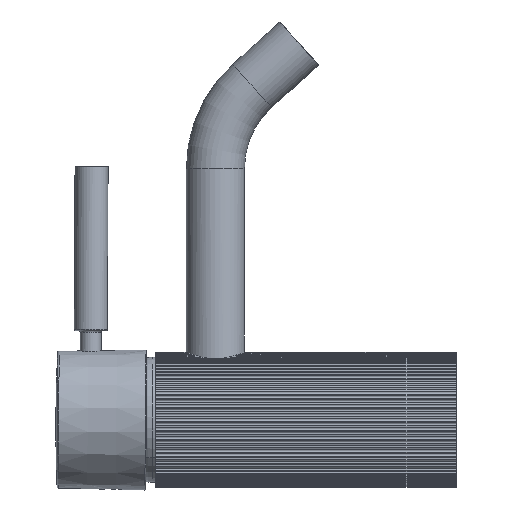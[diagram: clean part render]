
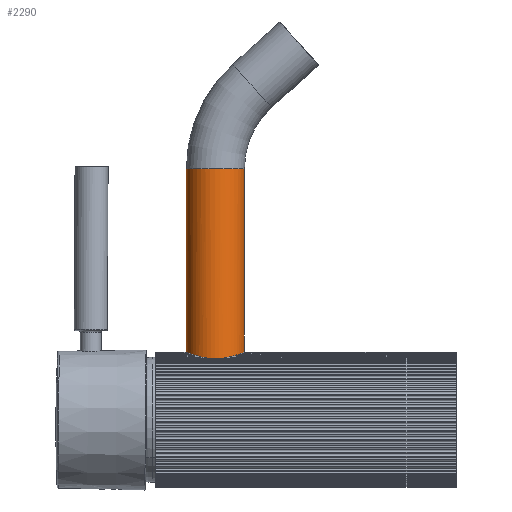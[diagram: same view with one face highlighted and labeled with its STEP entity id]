
A CAD part, left-side view. The second image highlights one B-rep face of the part: STEP entity #2290.
In plain terms, the highlighted cylindrical face has radius 9.65 mm (diameter 19.3 mm), a partial arc.
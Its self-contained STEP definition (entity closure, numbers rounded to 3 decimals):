
#359 = CARTESIAN_POINT ( 'NONE',  ( 63.452, 27.35, 0. ) ) ;
#451 = ORIENTED_EDGE ( 'NONE', *, *, #7483, .T. ) ;
#573 = ORIENTED_EDGE ( 'NONE', *, *, #10053, .F. ) ;
#756 = VERTEX_POINT ( 'NONE', #8389 ) ;
#1001 = CARTESIAN_POINT ( 'NONE',  ( 2.446, 46.523, 1.594 ) ) ;
#1050 = ORIENTED_EDGE ( 'NONE', *, *, #5596, .F. ) ;
#1142 = VECTOR ( 'NONE', #4971, 1000. ) ;
#1229 = VERTEX_POINT ( 'NONE', #10324 ) ;
#1239 = CARTESIAN_POINT ( 'NONE',  ( 63.452, 27.35, 0. ) ) ;
#1322 = VERTEX_POINT ( 'NONE', #5610 ) ;
#1455 = CARTESIAN_POINT ( 'NONE',  ( 2.445, 27.478, 1.6 ) ) ;
#1694 = CARTESIAN_POINT ( 'NONE',  ( 1.157, 42.893, 7.667 ) ) ;
#1765 = CARTESIAN_POINT ( 'NONE',  ( 2.5, 46.65, 0.318 ) ) ;
#1847 = B_SPLINE_CURVE_WITH_KNOTS ( 'NONE', 3,
 ( #10887, #1765, #11119, #5444, #1001, #4415, #7327, #7202, #10110, #8105, #5502, #4597, #2793, #10173, #11777, #6293, #1694, #5385, #9062, #8166, #11834, #3579, #2665, #11180, #5686, #9486, #6586, #3884, #11341, #10346, #8578, #4773, #8463, #3984, #10293, #11282, #10463, #2057, #8527, #2172, #3928, #5846, #4941, #9545, #9725, #1455, #4103, #6089, #7850, #7793 ),
 .UNSPECIFIED., .F., .F.,
 ( 4, 2, 2, 2, 2, 2, 2, 2, 2, 2, 2, 2, 2, 2, 2, 2, 2, 2, 2, 2, 2, 2, 2, 2, 4 ),
 ( 0.031, 0.031, 0.032, 0.034, 0.035, 0.036, 0.037, 0.038, 0.04, 0.041, 0.042, 0.044, 0.045, 0.046, 0.048, 0.05, 0.052, 0.053, 0.054, 0.055, 0.056, 0.057, 0.059, 0.06, 0.061 ),
 .UNSPECIFIED. ) ;
#2050 = AXIS2_PLACEMENT_3D ( 'NONE', #6392, #2773, #6449 ) ;
#2057 = CARTESIAN_POINT ( 'NONE',  ( 1.717, 29.35, 5.89 ) ) ;
#2172 = CARTESIAN_POINT ( 'NONE',  ( 1.911, 28.816, 5.123 ) ) ;
#2290 = ADVANCED_FACE ( 'NONE', ( #6014 ), #6851, .T. ) ;
#2354 = LINE ( 'NONE', #1239, #4202 ) ;
#2665 = CARTESIAN_POINT ( 'NONE',  ( 0.473, 39.534, 9.333 ) ) ;
#2773 = DIRECTION ( 'NONE',  ( 1., 0., 0. ) ) ;
#2793 = CARTESIAN_POINT ( 'NONE',  ( 1.716, 44.648, 5.893 ) ) ;
#2803 = VERTEX_POINT ( 'NONE', #359 ) ;
#3579 = CARTESIAN_POINT ( 'NONE',  ( 0.558, 40.135, 9.148 ) ) ;
#3738 = CARTESIAN_POINT ( 'NONE',  ( 63.452, 46.65, 0. ) ) ;
#3884 = CARTESIAN_POINT ( 'NONE',  ( 0.325, 36.367, 9.65 ) ) ;
#3928 = CARTESIAN_POINT ( 'NONE',  ( 1.972, 28.655, 4.856 ) ) ;
#3984 = CARTESIAN_POINT ( 'NONE',  ( 1.157, 31.105, 7.665 ) ) ;
#4011 = LINE ( 'NONE', #3738, #1142 ) ;
#4103 = CARTESIAN_POINT ( 'NONE',  ( 2.466, 27.431, 1.285 ) ) ;
#4134 = DIRECTION ( 'NONE',  ( -1., 0., 0. ) ) ;
#4202 = VECTOR ( 'NONE', #7857, 1000. ) ;
#4415 = CARTESIAN_POINT ( 'NONE',  ( 2.366, 46.334, 2.532 ) ) ;
#4597 = CARTESIAN_POINT ( 'NONE',  ( 1.783, 44.835, 5.643 ) ) ;
#4675 = EDGE_CURVE ( 'NONE', #756, #1229, #1847, .T. ) ;
#4773 = CARTESIAN_POINT ( 'NONE',  ( 0.767, 32.705, 8.664 ) ) ;
#4941 = CARTESIAN_POINT ( 'NONE',  ( 2.141, 28.22, 4.016 ) ) ;
#4971 = DIRECTION ( 'NONE',  ( -1., 0., 0. ) ) ;
#5385 = CARTESIAN_POINT ( 'NONE',  ( 0.958, 42.117, 8.188 ) ) ;
#5444 = CARTESIAN_POINT ( 'NONE',  ( 2.466, 46.571, 1.275 ) ) ;
#5460 = EDGE_LOOP ( 'NONE', ( #1050, #451, #6441, #573 ) ) ;
#5502 = CARTESIAN_POINT ( 'NONE',  ( 1.91, 45.183, 5.124 ) ) ;
#5596 = EDGE_CURVE ( 'NONE', #1322, #2803, #6491, .T. ) ;
#5610 = CARTESIAN_POINT ( 'NONE',  ( 63.452, 46.65, 0. ) ) ;
#5686 = CARTESIAN_POINT ( 'NONE',  ( 0.363, 38.279, 9.57 ) ) ;
#5846 = CARTESIAN_POINT ( 'NONE',  ( 2.087, 28.357, 4.303 ) ) ;
#6014 = FACE_OUTER_BOUND ( 'NONE', #5460, .T. ) ;
#6089 = CARTESIAN_POINT ( 'NONE',  ( 2.493, 27.366, 0.647 ) ) ;
#6293 = CARTESIAN_POINT ( 'NONE',  ( 1.297, 43.374, 7.273 ) ) ;
#6392 = CARTESIAN_POINT ( 'NONE',  ( 63.452, 37., 0. ) ) ;
#6441 = ORIENTED_EDGE ( 'NONE', *, *, #4675, .T. ) ;
#6449 = DIRECTION ( 'NONE',  ( 0., -1., 0. ) ) ;
#6491 = CIRCLE ( 'NONE', #2050, 9.65 ) ;
#6586 = CARTESIAN_POINT ( 'NONE',  ( 0.326, 37.322, 9.65 ) ) ;
#6851 = CYLINDRICAL_SURFACE ( 'NONE', #10094, 9.65 ) ;
#7202 = CARTESIAN_POINT ( 'NONE',  ( 2.141, 45.782, 4.013 ) ) ;
#7327 = CARTESIAN_POINT ( 'NONE',  ( 2.288, 46.148, 3.136 ) ) ;
#7483 = EDGE_CURVE ( 'NONE', #1322, #756, #4011, .T. ) ;
#7793 = CARTESIAN_POINT ( 'NONE',  ( 2.5, 27.35, 0. ) ) ;
#7850 = CARTESIAN_POINT ( 'NONE',  ( 2.5, 27.35, 0.323 ) ) ;
#7857 = DIRECTION ( 'NONE',  ( -1., 0., 0. ) ) ;
#8105 = CARTESIAN_POINT ( 'NONE',  ( 1.971, 45.345, 4.856 ) ) ;
#8166 = CARTESIAN_POINT ( 'NONE',  ( 0.772, 41.292, 8.649 ) ) ;
#8389 = CARTESIAN_POINT ( 'NONE',  ( 2.5, 46.65, 0. ) ) ;
#8463 = CARTESIAN_POINT ( 'NONE',  ( 0.892, 32.143, 8.362 ) ) ;
#8527 = CARTESIAN_POINT ( 'NONE',  ( 1.783, 29.164, 5.64 ) ) ;
#8578 = CARTESIAN_POINT ( 'NONE',  ( 0.558, 33.867, 9.149 ) ) ;
#8847 = CARTESIAN_POINT ( 'NONE',  ( 63.452, 37., 0. ) ) ;
#9062 = CARTESIAN_POINT ( 'NONE',  ( 0.894, 41.849, 8.349 ) ) ;
#9486 = CARTESIAN_POINT ( 'NONE',  ( 0.333, 37.64, 9.634 ) ) ;
#9545 = CARTESIAN_POINT ( 'NONE',  ( 2.288, 27.851, 3.136 ) ) ;
#9707 = DIRECTION ( 'NONE',  ( 0., -1., 0. ) ) ;
#9725 = CARTESIAN_POINT ( 'NONE',  ( 2.366, 27.666, 2.532 ) ) ;
#10053 = EDGE_CURVE ( 'NONE', #2803, #1229, #2354, .T. ) ;
#10094 = AXIS2_PLACEMENT_3D ( 'NONE', #8847, #4134, #9707 ) ;
#10110 = CARTESIAN_POINT ( 'NONE',  ( 2.087, 45.644, 4.301 ) ) ;
#10173 = CARTESIAN_POINT ( 'NONE',  ( 1.579, 44.251, 6.375 ) ) ;
#10293 = CARTESIAN_POINT ( 'NONE',  ( 1.298, 30.624, 7.271 ) ) ;
#10324 = CARTESIAN_POINT ( 'NONE',  ( 2.5, 27.35, 0. ) ) ;
#10346 = CARTESIAN_POINT ( 'NONE',  ( 0.473, 34.472, 9.335 ) ) ;
#10463 = CARTESIAN_POINT ( 'NONE',  ( 1.58, 29.747, 6.373 ) ) ;
#10887 = CARTESIAN_POINT ( 'NONE',  ( 2.5, 46.65, 0. ) ) ;
#11119 = CARTESIAN_POINT ( 'NONE',  ( 2.493, 46.634, 0.636 ) ) ;
#11180 = CARTESIAN_POINT ( 'NONE',  ( 0.386, 38.599, 9.522 ) ) ;
#11282 = CARTESIAN_POINT ( 'NONE',  ( 1.51, 29.959, 6.606 ) ) ;
#11341 = CARTESIAN_POINT ( 'NONE',  ( 0.355, 35.733, 9.588 ) ) ;
#11777 = CARTESIAN_POINT ( 'NONE',  ( 1.509, 44.039, 6.609 ) ) ;
#11834 = CARTESIAN_POINT ( 'NONE',  ( 0.715, 41.006, 8.785 ) ) ;
